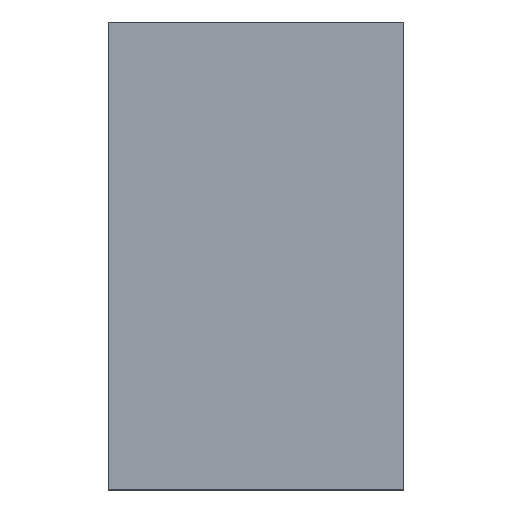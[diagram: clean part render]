
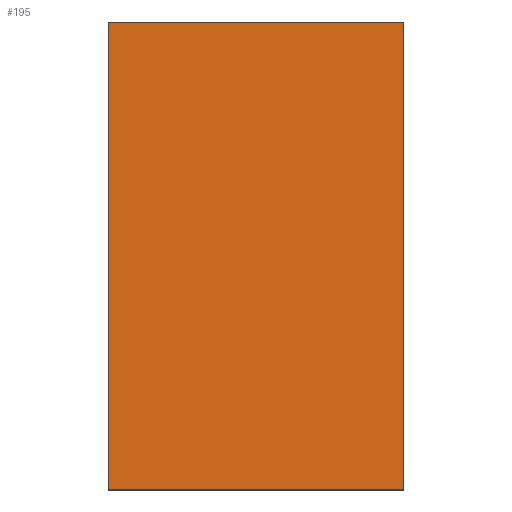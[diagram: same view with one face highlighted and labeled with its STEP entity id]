
A CAD part, top view. The second image highlights one B-rep face of the part: STEP entity #195.
In plain terms, the highlighted planar face has unit normal (0, 0, 1).
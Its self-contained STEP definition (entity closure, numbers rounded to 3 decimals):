
#3 = ORIENTED_EDGE ( 'NONE', *, *, #214, .T. ) ;
#4 = ORIENTED_EDGE ( 'NONE', *, *, #57, .T. ) ;
#13 = CARTESIAN_POINT ( 'NONE',  ( 6., 9.5, 1. ) ) ;
#21 = VERTEX_POINT ( 'NONE', #161 ) ;
#22 = LINE ( 'NONE', #122, #74 ) ;
#23 = EDGE_CURVE ( 'NONE', #21, #47, #220, .T. ) ;
#26 = CARTESIAN_POINT ( 'NONE',  ( -6., 9.5, 1. ) ) ;
#28 = DIRECTION ( 'NONE',  ( 1., 0., 0. ) ) ;
#46 = PLANE ( 'NONE',  #177 ) ;
#47 = VERTEX_POINT ( 'NONE', #13 ) ;
#53 = VECTOR ( 'NONE', #96, 1000. ) ;
#57 = EDGE_CURVE ( 'NONE', #120, #90, #111, .T. ) ;
#69 = DIRECTION ( 'NONE',  ( 0., -1., 0. ) ) ;
#74 = VECTOR ( 'NONE', #28, 1000. ) ;
#79 = CARTESIAN_POINT ( 'NONE',  ( 0., 0., 1. ) ) ;
#86 = CARTESIAN_POINT ( 'NONE',  ( -6., -9.5, 1. ) ) ;
#90 = VERTEX_POINT ( 'NONE', #86 ) ;
#91 = LINE ( 'NONE', #26, #53 ) ;
#96 = DIRECTION ( 'NONE',  ( -1., 0., 0. ) ) ;
#111 = LINE ( 'NONE', #224, #148 ) ;
#112 = FACE_OUTER_BOUND ( 'NONE', #212, .T. ) ;
#119 = DIRECTION ( 'NONE',  ( 1., 0., 0. ) ) ;
#120 = VERTEX_POINT ( 'NONE', #210 ) ;
#122 = CARTESIAN_POINT ( 'NONE',  ( -6., -9.5, 1. ) ) ;
#132 = ORIENTED_EDGE ( 'NONE', *, *, #179, .T. ) ;
#148 = VECTOR ( 'NONE', #69, 1000. ) ;
#161 = CARTESIAN_POINT ( 'NONE',  ( 6., -9.5, 1. ) ) ;
#177 = AXIS2_PLACEMENT_3D ( 'NONE', #79, #188, #119 ) ;
#179 = EDGE_CURVE ( 'NONE', #90, #21, #22, .T. ) ;
#188 = DIRECTION ( 'NONE',  ( 0., 0., 1. ) ) ;
#191 = DIRECTION ( 'NONE',  ( 0., 1., 0. ) ) ;
#195 = ADVANCED_FACE ( 'NONE', ( #112 ), #46, .T. ) ;
#206 = ORIENTED_EDGE ( 'NONE', *, *, #23, .T. ) ;
#210 = CARTESIAN_POINT ( 'NONE',  ( -6., 9.5, 1. ) ) ;
#212 = EDGE_LOOP ( 'NONE', ( #206, #3, #4, #132 ) ) ;
#214 = EDGE_CURVE ( 'NONE', #47, #120, #91, .T. ) ;
#220 = LINE ( 'NONE', #231, #232 ) ;
#224 = CARTESIAN_POINT ( 'NONE',  ( -6., 9.5, 1. ) ) ;
#231 = CARTESIAN_POINT ( 'NONE',  ( 6., 9.5, 1. ) ) ;
#232 = VECTOR ( 'NONE', #191, 1000. ) ;
